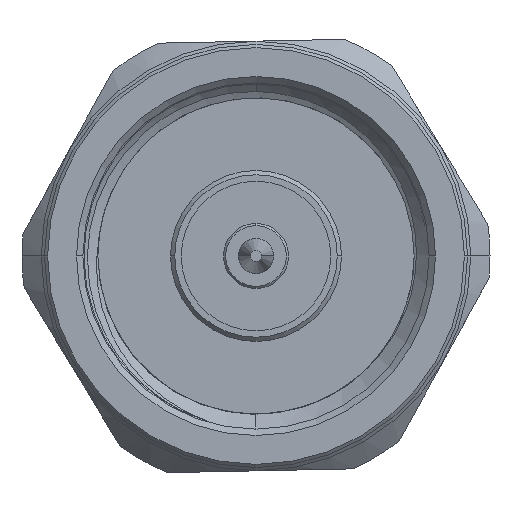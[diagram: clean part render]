
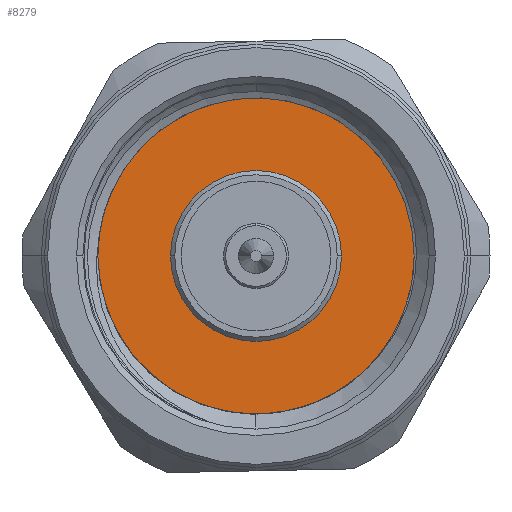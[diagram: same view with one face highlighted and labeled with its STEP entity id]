
A CAD part, left-side view. The second image highlights one B-rep face of the part: STEP entity #8279.
In plain terms, the highlighted face is planar.
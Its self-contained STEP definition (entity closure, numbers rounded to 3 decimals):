
#103 = AXIS2_PLACEMENT_3D ( 'NONE', #4701, #4003, #6628 ) ;
#311 = DIRECTION ( 'NONE',  ( 0., 0., -1. ) ) ;
#558 = ORIENTED_EDGE ( 'NONE', *, *, #5158, .F. ) ;
#691 = EDGE_CURVE ( 'NONE', #5742, #7599, #7345, .T. ) ;
#1058 = CARTESIAN_POINT ( 'NONE',  ( 0., -9.25, -7.7 ) ) ;
#1228 = AXIS2_PLACEMENT_3D ( 'NONE', #8685, #6579, #311 ) ;
#1373 = CIRCLE ( 'NONE', #1228, 4. ) ;
#1423 = CARTESIAN_POINT ( 'NONE',  ( 0., -9.25, 0. ) ) ;
#2147 = DIRECTION ( 'NONE',  ( 0., 0., -1. ) ) ;
#2688 = FACE_OUTER_BOUND ( 'NONE', #3501, .T. ) ;
#2744 = DIRECTION ( 'NONE',  ( 0., 1., 0. ) ) ;
#3337 = ORIENTED_EDGE ( 'NONE', *, *, #6578, .T. ) ;
#3446 = DIRECTION ( 'NONE',  ( 0., -1., 0. ) ) ;
#3481 = FACE_BOUND ( 'NONE', #4151, .T. ) ;
#3501 = EDGE_LOOP ( 'NONE', ( #7175, #558 ) ) ;
#3506 = VERTEX_POINT ( 'NONE', #4585 ) ;
#3508 = DIRECTION ( 'NONE',  ( 0., -1., 0. ) ) ;
#4003 = DIRECTION ( 'NONE',  ( 0., -1., 0. ) ) ;
#4151 = EDGE_LOOP ( 'NONE', ( #3337, #4946 ) ) ;
#4568 = AXIS2_PLACEMENT_3D ( 'NONE', #1423, #3508, #2147 ) ;
#4585 = CARTESIAN_POINT ( 'NONE',  ( 0., -9.25, 4. ) ) ;
#4701 = CARTESIAN_POINT ( 'NONE',  ( 0., -9.25, 0. ) ) ;
#4946 = ORIENTED_EDGE ( 'NONE', *, *, #5385, .T. ) ;
#4989 = VERTEX_POINT ( 'NONE', #8006 ) ;
#5082 = AXIS2_PLACEMENT_3D ( 'NONE', #6941, #3446, #6261 ) ;
#5158 = EDGE_CURVE ( 'NONE', #7599, #5742, #9029, .T. ) ;
#5305 = AXIS2_PLACEMENT_3D ( 'NONE', #5652, #2744, #8390 ) ;
#5385 = EDGE_CURVE ( 'NONE', #3506, #4989, #5516, .T. ) ;
#5516 = CIRCLE ( 'NONE', #5082, 4. ) ;
#5652 = CARTESIAN_POINT ( 'NONE',  ( 0., -9.25, 0. ) ) ;
#5742 = VERTEX_POINT ( 'NONE', #1058 ) ;
#6261 = DIRECTION ( 'NONE',  ( 0., 0., -1. ) ) ;
#6578 = EDGE_CURVE ( 'NONE', #4989, #3506, #1373, .T. ) ;
#6579 = DIRECTION ( 'NONE',  ( 0., -1., 0. ) ) ;
#6628 = DIRECTION ( 'NONE',  ( 0., 0., -1. ) ) ;
#6941 = CARTESIAN_POINT ( 'NONE',  ( 0., -9.25, 0. ) ) ;
#7040 = CARTESIAN_POINT ( 'NONE',  ( 0., -9.25, 7.7 ) ) ;
#7175 = ORIENTED_EDGE ( 'NONE', *, *, #691, .F. ) ;
#7345 = CIRCLE ( 'NONE', #4568, 7.7 ) ;
#7599 = VERTEX_POINT ( 'NONE', #7040 ) ;
#7605 = PLANE ( 'NONE',  #5305 ) ;
#8006 = CARTESIAN_POINT ( 'NONE',  ( 0., -9.25, -4. ) ) ;
#8279 = ADVANCED_FACE ( 'NONE', ( #2688, #3481 ), #7605, .T. ) ;
#8390 = DIRECTION ( 'NONE',  ( 1., 0., 0. ) ) ;
#8685 = CARTESIAN_POINT ( 'NONE',  ( 0., -9.25, 0. ) ) ;
#9029 = CIRCLE ( 'NONE', #103, 7.7 ) ;
